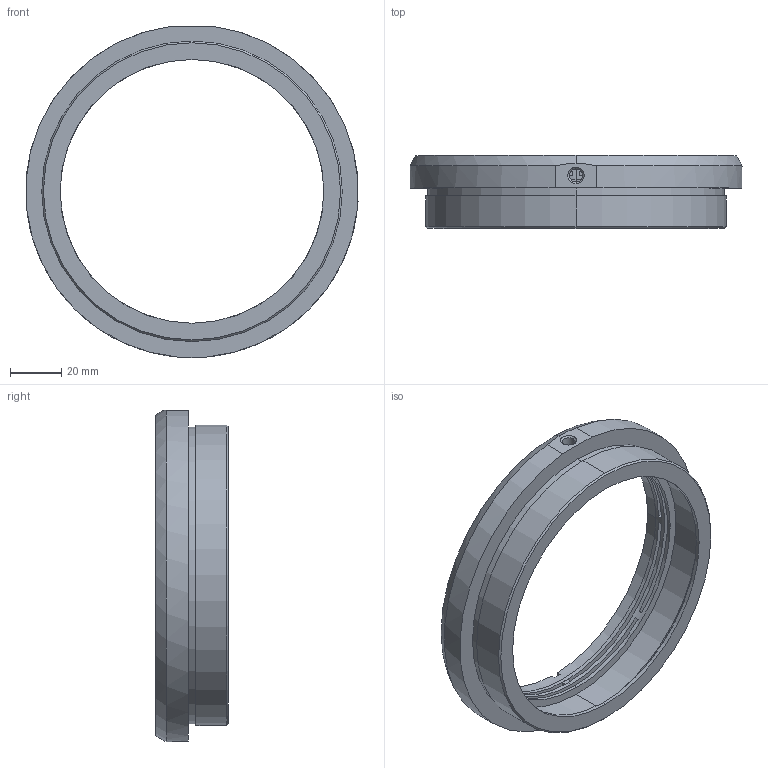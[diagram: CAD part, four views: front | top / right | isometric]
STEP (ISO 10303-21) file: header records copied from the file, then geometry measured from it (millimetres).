
FILE_DESCRIPTION (( 'STEP AP203' ), '1' );
FILE_NAME ('57871.step', '2011-10-14T23:46:22', ( 'EO' ), ( 'EO' ), 'SwSTEP 2.0', 'SolidWorks 2011', '' );
FILE_SCHEMA (( 'CONFIG_CONTROL_DESIGN' ));
Length unit declared in the file: inch
Products named in the file (1): 57871
Bounding box: 129.79 x 28.45 x 129.54 mm (x, y, z)
Volume: 77092.1 mm3; surface area: 45570.3 mm2
Topology: 3 solids, 3 shells, 85 faces, 239 edges, 154 vertices
Faces by surface type: plane 52, cylinder 21, cone 10, bspline 2
Entity records: 3317 total; most frequent: CARTESIAN_POINT 958, DIRECTION 488, ORIENTED_EDGE 472, EDGE_CURVE 236, AXIS2_PLACEMENT_3D 181, VERTEX_POINT 153, VECTOR 126, LINE 126
